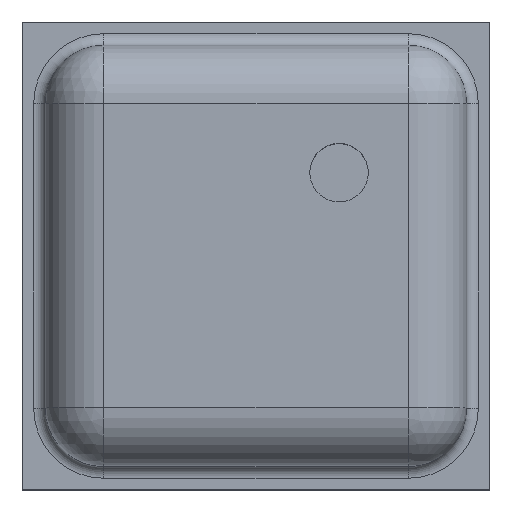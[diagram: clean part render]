
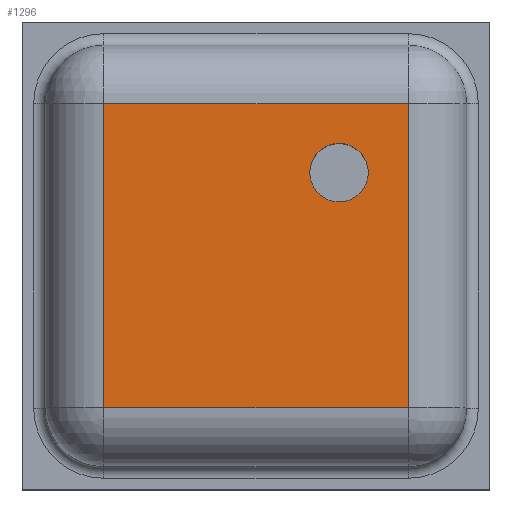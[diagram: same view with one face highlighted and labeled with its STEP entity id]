
A CAD part, top view. The second image highlights one B-rep face of the part: STEP entity #1296.
In plain terms, the highlighted planar face has unit normal (0, 0, 1).
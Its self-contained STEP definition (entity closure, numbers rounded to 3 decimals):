
#59 = DIRECTION ( 'NONE',  ( 1., 0., 0. ) ) ;
#65 = DIRECTION ( 'NONE',  ( -1., 0., 0. ) ) ;
#77 = ORIENTED_EDGE ( 'NONE', *, *, #744, .F. ) ;
#96 = VECTOR ( 'NONE', #848, 1000. ) ;
#103 = DIRECTION ( 'NONE',  ( 1., 0., 0. ) ) ;
#109 = VECTOR ( 'NONE', #59, 1000. ) ;
#111 = CARTESIAN_POINT ( 'NONE',  ( 0.48, 0.355, 0.75 ) ) ;
#122 = CARTESIAN_POINT ( 'NONE',  ( 0.23, 0.355, 0.75 ) ) ;
#134 = ORIENTED_EDGE ( 'NONE', *, *, #981, .F. ) ;
#147 = CARTESIAN_POINT ( 'NONE',  ( 0.65, 0.9, 0.75 ) ) ;
#164 = AXIS2_PLACEMENT_3D ( 'NONE', #951, #1397, #321 ) ;
#179 = ORIENTED_EDGE ( 'NONE', *, *, #720, .T. ) ;
#182 = LINE ( 'NONE', #485, #109 ) ;
#306 = VERTEX_POINT ( 'NONE', #1004 ) ;
#313 = VECTOR ( 'NONE', #1364, 1000. ) ;
#321 = DIRECTION ( 'NONE',  ( 1., 0., 0. ) ) ;
#364 = CIRCLE ( 'NONE', #1037, 0.125 ) ;
#372 = CARTESIAN_POINT ( 'NONE',  ( -0.65, 0.65, 0.75 ) ) ;
#406 = EDGE_CURVE ( 'NONE', #1093, #814, #182, .T. ) ;
#485 = CARTESIAN_POINT ( 'NONE',  ( 0.9, -0.65, 0.75 ) ) ;
#513 = ORIENTED_EDGE ( 'NONE', *, *, #1433, .T. ) ;
#518 = DIRECTION ( 'NONE',  ( 1., 0., 0. ) ) ;
#547 = VECTOR ( 'NONE', #65, 1000. ) ;
#550 = ORIENTED_EDGE ( 'NONE', *, *, #406, .T. ) ;
#557 = VERTEX_POINT ( 'NONE', #122 ) ;
#581 = CIRCLE ( 'NONE', #164, 0.125 ) ;
#622 = CARTESIAN_POINT ( 'NONE',  ( 0., 0., 0.75 ) ) ;
#638 = LINE ( 'NONE', #1044, #547 ) ;
#700 = EDGE_CURVE ( 'NONE', #814, #306, #1115, .T. ) ;
#712 = EDGE_LOOP ( 'NONE', ( #513, #550, #1213, #179 ) ) ;
#720 = EDGE_CURVE ( 'NONE', #306, #1179, #638, .T. ) ;
#744 = EDGE_CURVE ( 'NONE', #557, #1016, #581, .T. ) ;
#773 = DIRECTION ( 'NONE',  ( 0., 0., 1. ) ) ;
#814 = VERTEX_POINT ( 'NONE', #1329 ) ;
#848 = DIRECTION ( 'NONE',  ( 0., -1., 0. ) ) ;
#951 = CARTESIAN_POINT ( 'NONE',  ( 0.355, 0.355, 0.75 ) ) ;
#981 = EDGE_CURVE ( 'NONE', #1016, #557, #364, .T. ) ;
#984 = CARTESIAN_POINT ( 'NONE',  ( -0.65, -0.65, 0.75 ) ) ;
#1004 = CARTESIAN_POINT ( 'NONE',  ( 0.65, 0.65, 0.75 ) ) ;
#1016 = VERTEX_POINT ( 'NONE', #111 ) ;
#1031 = AXIS2_PLACEMENT_3D ( 'NONE', #622, #1290, #518 ) ;
#1037 = AXIS2_PLACEMENT_3D ( 'NONE', #1326, #773, #103 ) ;
#1044 = CARTESIAN_POINT ( 'NONE',  ( -0.9, 0.65, 0.75 ) ) ;
#1070 = CARTESIAN_POINT ( 'NONE',  ( -0.65, -0.9, 0.75 ) ) ;
#1093 = VERTEX_POINT ( 'NONE', #984 ) ;
#1115 = LINE ( 'NONE', #147, #313 ) ;
#1139 = FACE_BOUND ( 'NONE', #1399, .T. ) ;
#1171 = PLANE ( 'NONE',  #1031 ) ;
#1179 = VERTEX_POINT ( 'NONE', #372 ) ;
#1209 = FACE_OUTER_BOUND ( 'NONE', #712, .T. ) ;
#1213 = ORIENTED_EDGE ( 'NONE', *, *, #700, .T. ) ;
#1290 = DIRECTION ( 'NONE',  ( 0., 0., 1. ) ) ;
#1296 = ADVANCED_FACE ( 'NONE', ( #1209, #1139 ), #1171, .T. ) ;
#1323 = LINE ( 'NONE', #1070, #96 ) ;
#1326 = CARTESIAN_POINT ( 'NONE',  ( 0.355, 0.355, 0.75 ) ) ;
#1329 = CARTESIAN_POINT ( 'NONE',  ( 0.65, -0.65, 0.75 ) ) ;
#1364 = DIRECTION ( 'NONE',  ( 0., 1., 0. ) ) ;
#1397 = DIRECTION ( 'NONE',  ( 0., 0., 1. ) ) ;
#1399 = EDGE_LOOP ( 'NONE', ( #134, #77 ) ) ;
#1433 = EDGE_CURVE ( 'NONE', #1179, #1093, #1323, .T. ) ;
